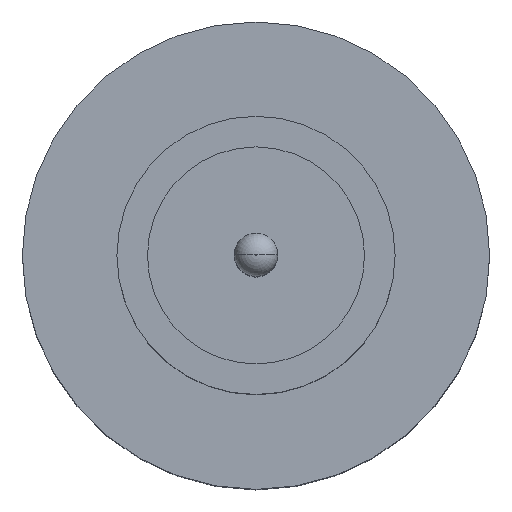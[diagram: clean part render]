
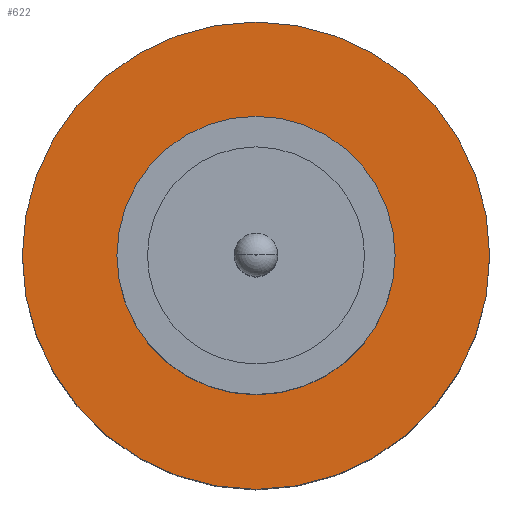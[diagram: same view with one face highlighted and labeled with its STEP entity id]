
A CAD part, top view. The second image highlights one B-rep face of the part: STEP entity #622.
In plain terms, the highlighted planar face has unit normal (0, 0, 1).
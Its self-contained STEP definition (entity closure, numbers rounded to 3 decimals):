
#24 = AXIS2_PLACEMENT_3D ( 'NONE', #912, #381, #757 ) ;
#65 = EDGE_CURVE ( 'NONE', #893, #312, #310, .T. ) ;
#71 = FACE_OUTER_BOUND ( 'NONE', #180, .T. ) ;
#80 = CARTESIAN_POINT ( 'NONE',  ( -1.25, 0., 1.55 ) ) ;
#127 = CARTESIAN_POINT ( 'NONE',  ( 0., 0., 1.55 ) ) ;
#175 = AXIS2_PLACEMENT_3D ( 'NONE', #512, #595, #661 ) ;
#176 = CIRCLE ( 'NONE', #707, 2.1 ) ;
#179 = CARTESIAN_POINT ( 'NONE',  ( 0., 0., 1.55 ) ) ;
#180 = EDGE_LOOP ( 'NONE', ( #896, #416 ) ) ;
#186 = CIRCLE ( 'NONE', #982, 2.1 ) ;
#213 = DIRECTION ( 'NONE',  ( 1., 0., 0. ) ) ;
#310 = CIRCLE ( 'NONE', #175, 1.25 ) ;
#312 = VERTEX_POINT ( 'NONE', #80 ) ;
#381 = DIRECTION ( 'NONE',  ( 0., 0., 1. ) ) ;
#414 = EDGE_CURVE ( 'NONE', #871, #641, #176, .T. ) ;
#416 = ORIENTED_EDGE ( 'NONE', *, *, #414, .T. ) ;
#430 = DIRECTION ( 'NONE',  ( 0., 0., 1. ) ) ;
#459 = DIRECTION ( 'NONE',  ( 0., 0., 1. ) ) ;
#464 = DIRECTION ( 'NONE',  ( 1., 0., 0. ) ) ;
#468 = ORIENTED_EDGE ( 'NONE', *, *, #646, .F. ) ;
#512 = CARTESIAN_POINT ( 'NONE',  ( 0., 0., 1.55 ) ) ;
#551 = EDGE_LOOP ( 'NONE', ( #908, #468 ) ) ;
#595 = DIRECTION ( 'NONE',  ( 0., 0., 1. ) ) ;
#617 = EDGE_CURVE ( 'NONE', #641, #871, #186, .T. ) ;
#622 = ADVANCED_FACE ( 'NONE', ( #925, #71 ), #764, .T. ) ;
#641 = VERTEX_POINT ( 'NONE', #761 ) ;
#646 = EDGE_CURVE ( 'NONE', #312, #893, #973, .T. ) ;
#652 = AXIS2_PLACEMENT_3D ( 'NONE', #127, #678, #464 ) ;
#661 = DIRECTION ( 'NONE',  ( 1., 0., 0. ) ) ;
#678 = DIRECTION ( 'NONE',  ( 0., 0., 1. ) ) ;
#707 = AXIS2_PLACEMENT_3D ( 'NONE', #179, #430, #810 ) ;
#757 = DIRECTION ( 'NONE',  ( 1., 0., 0. ) ) ;
#761 = CARTESIAN_POINT ( 'NONE',  ( -2.1, 0., 1.55 ) ) ;
#764 = PLANE ( 'NONE',  #24 ) ;
#810 = DIRECTION ( 'NONE',  ( 1., 0., 0. ) ) ;
#871 = VERTEX_POINT ( 'NONE', #873 ) ;
#873 = CARTESIAN_POINT ( 'NONE',  ( 2.1, 0., 1.55 ) ) ;
#893 = VERTEX_POINT ( 'NONE', #949 ) ;
#896 = ORIENTED_EDGE ( 'NONE', *, *, #617, .T. ) ;
#908 = ORIENTED_EDGE ( 'NONE', *, *, #65, .F. ) ;
#912 = CARTESIAN_POINT ( 'NONE',  ( 0., 0., 1.55 ) ) ;
#921 = CARTESIAN_POINT ( 'NONE',  ( 0., 0., 1.55 ) ) ;
#925 = FACE_BOUND ( 'NONE', #551, .T. ) ;
#949 = CARTESIAN_POINT ( 'NONE',  ( 1.25, 0., 1.55 ) ) ;
#973 = CIRCLE ( 'NONE', #652, 1.25 ) ;
#982 = AXIS2_PLACEMENT_3D ( 'NONE', #921, #459, #213 ) ;
